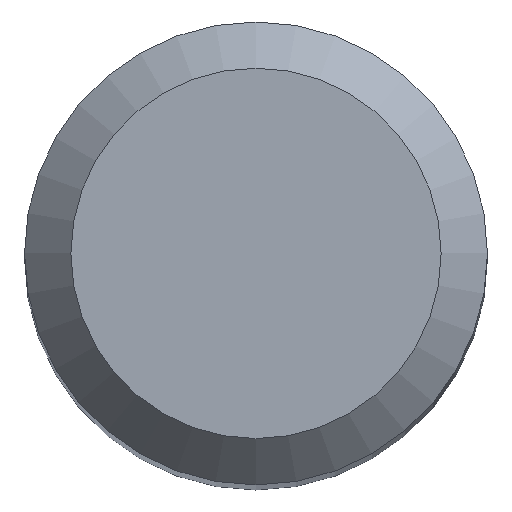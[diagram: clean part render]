
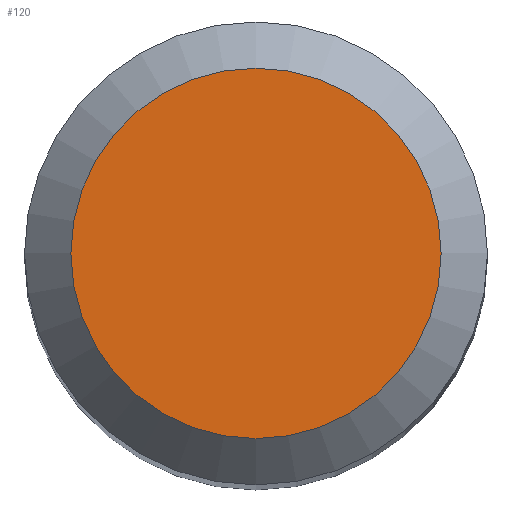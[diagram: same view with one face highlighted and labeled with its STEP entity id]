
A CAD part, top view. The second image highlights one B-rep face of the part: STEP entity #120.
In plain terms, the highlighted planar face has unit normal (0, 0, 1).
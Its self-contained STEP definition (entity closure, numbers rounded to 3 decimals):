
#24 = DIRECTION ( 'NONE',  ( 0., 1., 0. ) ) ;
#35 = DIRECTION ( 'NONE',  ( 0., 1., 0. ) ) ;
#47 = CARTESIAN_POINT ( 'NONE',  ( 0., 1.2, 38. ) ) ;
#66 = DIRECTION ( 'NONE',  ( 0., 0., -1. ) ) ;
#82 = EDGE_LOOP ( 'NONE', ( #152 ) ) ;
#86 = DIRECTION ( 'NONE',  ( 0., 0., -1. ) ) ;
#116 = CARTESIAN_POINT ( 'NONE',  ( 0., 0., 38. ) ) ;
#120 = ADVANCED_FACE ( 'NONE', ( #242 ), #238, .F. ) ;
#152 = ORIENTED_EDGE ( 'NONE', *, *, #243, .F. ) ;
#238 = PLANE ( 'NONE',  #239 ) ;
#239 = AXIS2_PLACEMENT_3D ( 'NONE', #294, #86, #35 ) ;
#242 = FACE_OUTER_BOUND ( 'NONE', #82, .T. ) ;
#243 = EDGE_CURVE ( 'NONE', #252, #252, #286, .T. ) ;
#252 = VERTEX_POINT ( 'NONE', #47 ) ;
#276 = AXIS2_PLACEMENT_3D ( 'NONE', #116, #66, #24 ) ;
#286 = CIRCLE ( 'NONE', #276, 1.2 ) ;
#294 = CARTESIAN_POINT ( 'NONE',  ( 0., 0., 38. ) ) ;
